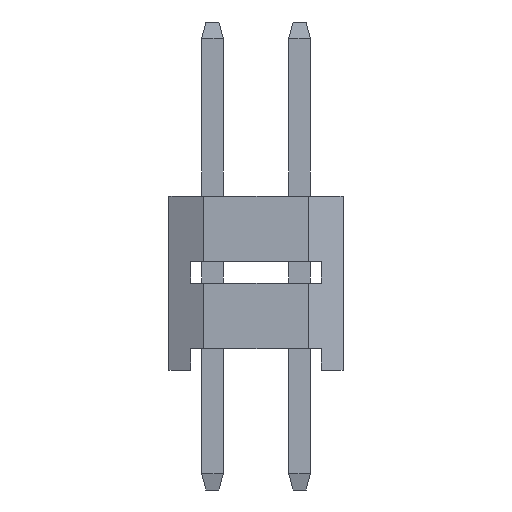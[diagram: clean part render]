
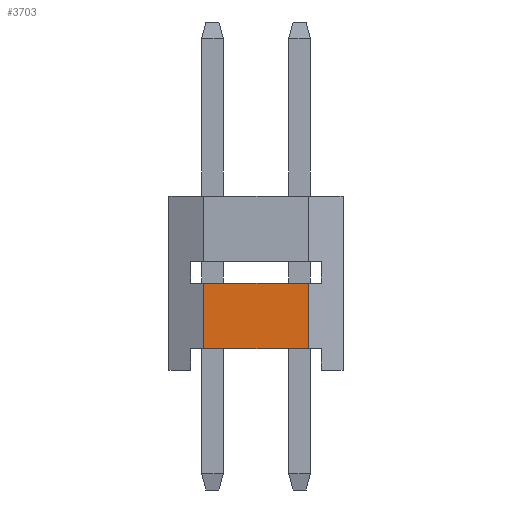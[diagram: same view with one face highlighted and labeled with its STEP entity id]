
A CAD part, left-side view. The second image highlights one B-rep face of the part: STEP entity #3703.
In plain terms, the highlighted planar face has unit normal (-1, 0, 0).
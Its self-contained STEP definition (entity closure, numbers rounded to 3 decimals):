
#1559 = CARTESIAN_POINT ( 'NONE',  ( -30., 1.5, 0.5 ) ) ;
#1911 = CARTESIAN_POINT ( 'NONE',  ( -30., -1.2, 0. ) ) ;
#2235 = EDGE_CURVE ( 'NONE', #7273, #15883, #10723, .T. ) ;
#2622 = ORIENTED_EDGE ( 'NONE', *, *, #6720, .T. ) ;
#2922 = DIRECTION ( 'NONE',  ( 0., 1., 0. ) ) ;
#3189 = AXIS2_PLACEMENT_3D ( 'NONE', #15964, #8606, #14499 ) ;
#3703 = ADVANCED_FACE ( 'NONE', ( #17413 ), #4173, .F. ) ;
#3937 = ORIENTED_EDGE ( 'NONE', *, *, #2235, .F. ) ;
#4173 = PLANE ( 'NONE',  #3189 ) ;
#4918 = CARTESIAN_POINT ( 'NONE',  ( -30., 1.2, 2. ) ) ;
#5061 = EDGE_LOOP ( 'NONE', ( #12077, #3937, #2622, #5392 ) ) ;
#5381 = DIRECTION ( 'NONE',  ( 0., -1., 0. ) ) ;
#5392 = ORIENTED_EDGE ( 'NONE', *, *, #18280, .F. ) ;
#5827 = LINE ( 'NONE', #6935, #17101 ) ;
#6720 = EDGE_CURVE ( 'NONE', #7273, #8534, #17772, .T. ) ;
#6935 = CARTESIAN_POINT ( 'NONE',  ( -30., -2., 2. ) ) ;
#7273 = VERTEX_POINT ( 'NONE', #17033 ) ;
#8534 = VERTEX_POINT ( 'NONE', #13624 ) ;
#8600 = VERTEX_POINT ( 'NONE', #4918 ) ;
#8606 = DIRECTION ( 'NONE',  ( 1., 0., 0. ) ) ;
#8656 = VECTOR ( 'NONE', #12691, 1000. ) ;
#9501 = LINE ( 'NONE', #15396, #8656 ) ;
#10695 = DIRECTION ( 'NONE',  ( 0., 0., 1. ) ) ;
#10723 = LINE ( 'NONE', #1559, #18080 ) ;
#12077 = ORIENTED_EDGE ( 'NONE', *, *, #15715, .F. ) ;
#12691 = DIRECTION ( 'NONE',  ( 0., 0., 1. ) ) ;
#13624 = CARTESIAN_POINT ( 'NONE',  ( -30., -1.2, 2. ) ) ;
#14499 = DIRECTION ( 'NONE',  ( 0., 0., -1. ) ) ;
#15396 = CARTESIAN_POINT ( 'NONE',  ( -30., 1.2, 0. ) ) ;
#15715 = EDGE_CURVE ( 'NONE', #15883, #8600, #9501, .T. ) ;
#15883 = VERTEX_POINT ( 'NONE', #17334 ) ;
#15964 = CARTESIAN_POINT ( 'NONE',  ( -30., -2., 2. ) ) ;
#17033 = CARTESIAN_POINT ( 'NONE',  ( -30., -1.2, 0.5 ) ) ;
#17101 = VECTOR ( 'NONE', #5381, 1000. ) ;
#17334 = CARTESIAN_POINT ( 'NONE',  ( -30., 1.2, 0.5 ) ) ;
#17413 = FACE_OUTER_BOUND ( 'NONE', #5061, .T. ) ;
#17772 = LINE ( 'NONE', #1911, #18316 ) ;
#18080 = VECTOR ( 'NONE', #2922, 1000. ) ;
#18280 = EDGE_CURVE ( 'NONE', #8600, #8534, #5827, .T. ) ;
#18316 = VECTOR ( 'NONE', #10695, 1000. ) ;
